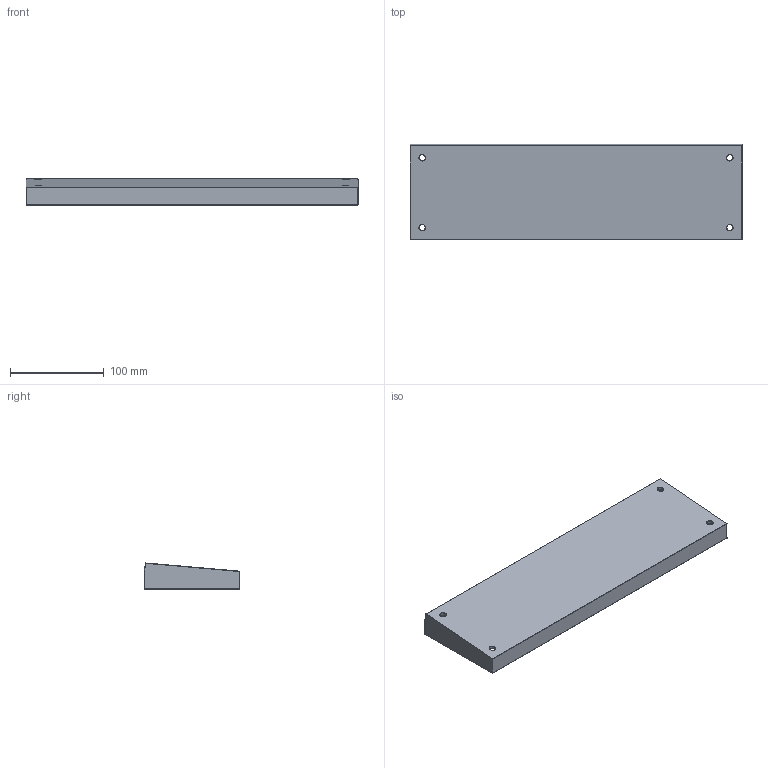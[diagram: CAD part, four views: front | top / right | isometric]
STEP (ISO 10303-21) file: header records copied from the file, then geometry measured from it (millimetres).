
FILE_DESCRIPTION (( 'STEP AP214' ), '1' );
FILE_NAME ('prosaic-case.STEP', '2020-08-09T05:04:52', ( '' ), ( '' ), 'SwSTEP 2.0', 'SolidWorks 2018', '' );
FILE_SCHEMA (( 'AUTOMOTIVE_DESIGN' ));
Length unit declared in the file: inch
Products named in the file (1): prosaic-case
Bounding box: 354.72 x 102.31 x 27.83 mm (x, y, z)
Volume: 173428.7 mm3; surface area: 111459.8 mm2
Topology: 1 solids, 1 shells, 148 faces, 362 edges, 203 vertices
Faces by surface type: cylinder 68, plane 27, bspline 20, cone 12, sphere 11, torus 10
Entity records: 5095 total; most frequent: CARTESIAN_POINT 1679, DIRECTION 686, ORIENTED_EDGE 676, EDGE_CURVE 338, AXIS2_PLACEMENT_3D 274, VERTEX_POINT 203, EDGE_LOOP 169, FACE_OUTER_BOUND 148
